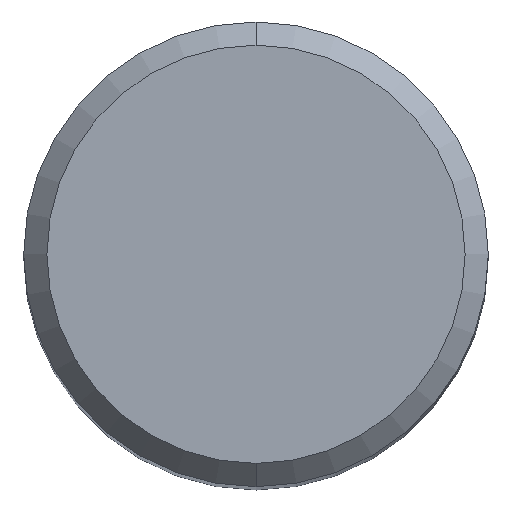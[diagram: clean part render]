
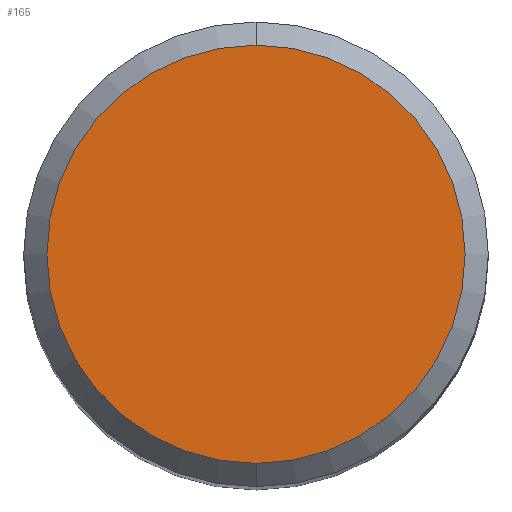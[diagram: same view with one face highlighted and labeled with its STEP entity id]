
A CAD part, top view. The second image highlights one B-rep face of the part: STEP entity #165.
In plain terms, the highlighted planar face has unit normal (0, 0, 1).
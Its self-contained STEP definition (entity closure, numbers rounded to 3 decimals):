
#129=EDGE_CURVE('',#163,#143,#286,.T.);
#135=EDGE_CURVE('',#143,#163,#294,.T.);
#143=VERTEX_POINT('',#302);
#163=VERTEX_POINT('',#324);
#165=ADVANCED_FACE('',(#326),#327,.T.);
#286=CIRCLE('',#452,3.6);
#294=CIRCLE('',#461,3.6);
#302=CARTESIAN_POINT('',(0.0,3.6,0.0));
#324=CARTESIAN_POINT('',(0.,-3.6,0.0));
#326=FACE_OUTER_BOUND('',#506,.T.);
#327=PLANE('',#507);
#452=AXIS2_PLACEMENT_3D('',#658,#659,#660);
#461=AXIS2_PLACEMENT_3D('',#674,#675,#676);
#506=EDGE_LOOP('',(#708,#709));
#507=AXIS2_PLACEMENT_3D('',#710,#711,#712);
#658=CARTESIAN_POINT('',(0.0,0.0,0.0));
#659=DIRECTION('',(0.0,0.0,-1.0));
#660=DIRECTION('',(0.0,1.0,0.0));
#674=CARTESIAN_POINT('',(0.0,0.0,0.0));
#675=DIRECTION('',(0.0,0.0,-1.0));
#676=DIRECTION('',(0.0,1.0,0.0));
#708=ORIENTED_EDGE('',*,*,#135,.F.);
#709=ORIENTED_EDGE('',*,*,#129,.F.);
#710=CARTESIAN_POINT('',(0.0,1.8,0.0));
#711=DIRECTION('',(-0.0,0.0,1.0));
#712=DIRECTION('',(0.0,-1.0,0.0));
